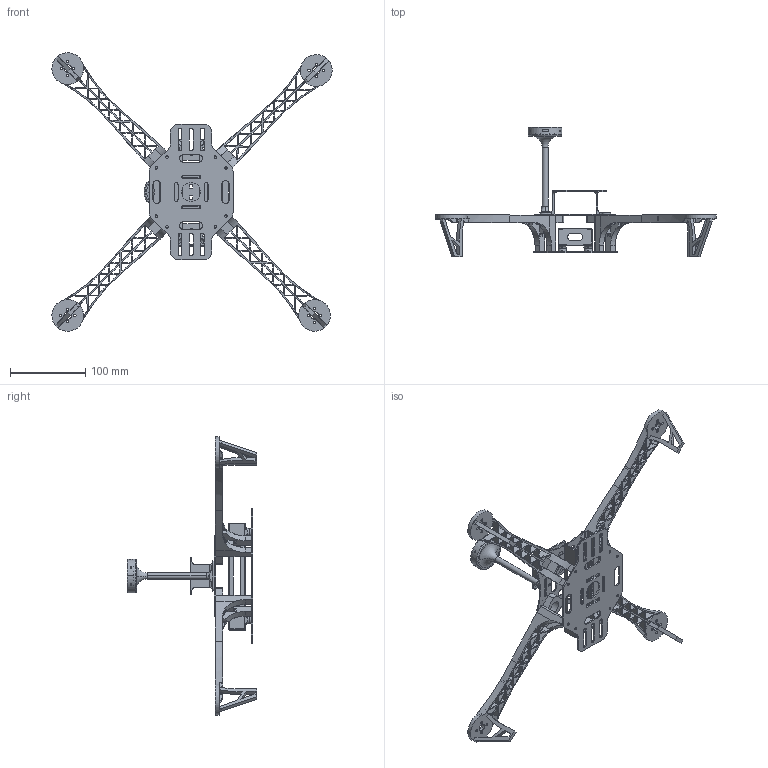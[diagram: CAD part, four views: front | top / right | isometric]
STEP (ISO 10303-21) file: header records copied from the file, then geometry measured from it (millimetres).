
FILE_DESCRIPTION((''),'2;1');
FILE_NAME('UPPER_PLATFORM_ASSEMBLY_ASM','2021-08-27T',('HCR Lab PC01'),(''),'PRO/ENGINEER BY PARAMETRIC TECHNOLOGY CORPORATION, 2012130','PRO/ENGINEER BY PARAMETRIC TECHNOLOGY CORPORATION, 2012130','');
FILE_SCHEMA(('CONFIG_CONTROL_DESIGN'));
Length unit declared in the file: millimetre
Products named in the file (7): UPPER_BASE; UPPER_PLATFORM; GPS_BASE; ARM; LOWER_BASE; BATTERY_BOXX; UPPER_PLATFORM_ASSEMBLY_ASM
Assembly tree (9 placements, depth 2):
  UPPER_PLATFORM_ASSEMBLY_ASM
    UPPER_BASE
    UPPER_PLATFORM
    GPS_BASE
    ARM  x4
    LOWER_BASE
    BATTERY_BOXX
Bounding box: 372.21 x 172.3 x 369.94 mm (x, y, z)
Volume: 233329.6 mm3; surface area: 213247.4 mm2
Topology: 9 solids, 10 shells, 1372 faces, 3983 edges, 2639 vertices
Faces by surface type: plane 708, cylinder 587, torus 40, extrusion 28, bspline 6, sphere 3
Entity records: 26946 total; most frequent: CARTESIAN_POINT 5692, DIRECTION 4449, ORIENTED_EDGE 4402, EDGE_CURVE 2201, AXIS2_PLACEMENT_3D 1584, VERTEX_POINT 1451, VECTOR 1281, LINE 1274
